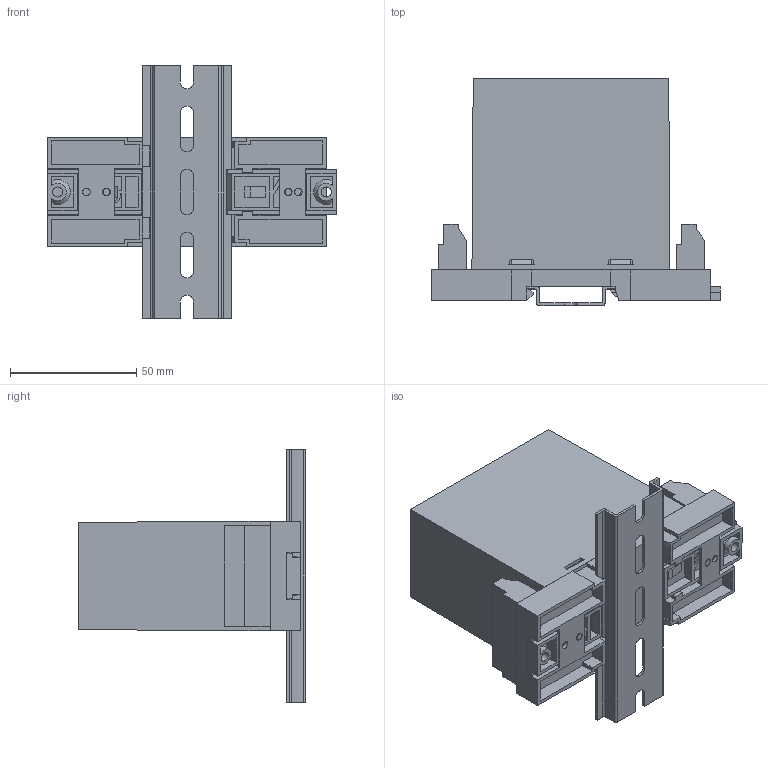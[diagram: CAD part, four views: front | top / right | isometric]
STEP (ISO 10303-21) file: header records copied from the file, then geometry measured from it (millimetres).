
FILE_DESCRIPTION (( 'STEP AP214' ), '1' );
FILE_NAME ('TPC-43-08.STEP', '2022-01-17T12:30:49', ( '' ), ( '' ), 'SwSTEP 2.0', 'SolidWorks 2017', '' );
FILE_SCHEMA (( 'AUTOMOTIVE_DESIGN' ));
Length unit declared in the file: millimetre
Products named in the file (22): Base Plate - TBP-43-0; Clip-Small; Clip-Big; PCB-Vertical-Rail Mount; TPC-43-08; Rail-35; Euro fixed Terminal-8Way; Screw-small; TopCover-TTP-43; Base PCB - TPP-43-0
Assembly tree (12 placements, depth 2):
  Clip-Small
  Clip-Big
  TPC-43-08
    Base Plate - TBP-43-0
    TopCover-TTP-43
    Clip-Big
    Clip-Small
    Rail-35
    Base PCB - TPP-43-0
    Euro fixed Terminal-8Way  x2
    Screw-small  x2
    PCB-Vertical-Rail Mount  x2
  Euro fixed Terminal-8Way
  Rail-35
Bounding box: 114.5 x 90.1 x 100 mm (x, y, z)
Volume: 90187.6 mm3; surface area: 115934.2 mm2
Topology: 12 solids, 12 shells, 939 faces, 2562 edges, 1685 vertices
Faces by surface type: plane 719, cylinder 194, cone 20, torus 6
Entity records: 25005 total; most frequent: CARTESIAN_POINT 4389, ORIENTED_EDGE 4230, DIRECTION 3995, EDGE_CURVE 2115, LINE 1723, VECTOR 1723, VERTEX_POINT 1390, AXIS2_PLACEMENT_3D 1136
